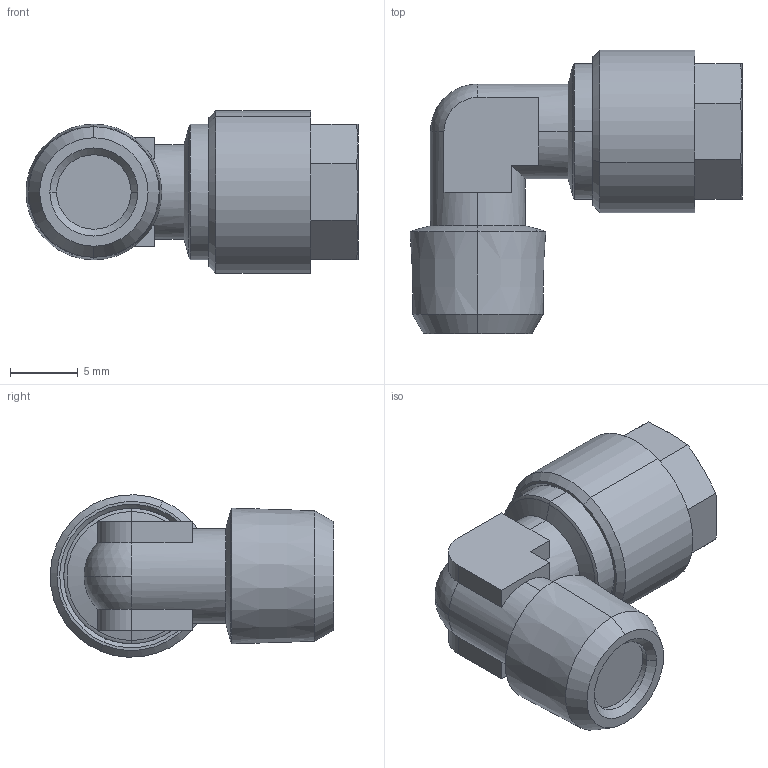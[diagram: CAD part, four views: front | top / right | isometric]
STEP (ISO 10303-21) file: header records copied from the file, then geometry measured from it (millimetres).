
FILE_DESCRIPTION (( 'STEP AP214' ), '1' );
FILE_NAME ('0110000003.step', '2012-09-28T13:22:53', ( '' ), ( '' ), 'SwSTEP 2.0', 'SolidWorks 2012', '' );
FILE_SCHEMA (( 'AUTOMOTIVE_DESIGN' ));
Length unit declared in the file: millimetre
Products named in the file (1): 0110000003
Bounding box: 24.51 x 20.92 x 11.99 mm (x, y, z)
Volume: 2373 mm3; surface area: 1336.3 mm2
Topology: 1 solids, 1 shells, 73 faces, 166 edges, 99 vertices
Faces by surface type: plane 28, cone 23, cylinder 14, torus 6, sphere 2
Entity records: 2885 total; most frequent: CARTESIAN_POINT 390, DIRECTION 369, ORIENTED_EDGE 332, EDGE_CURVE 166, AXIS2_PLACEMENT_3D 146, VERTEX_POINT 99, EDGE_LOOP 77, LINE 77
